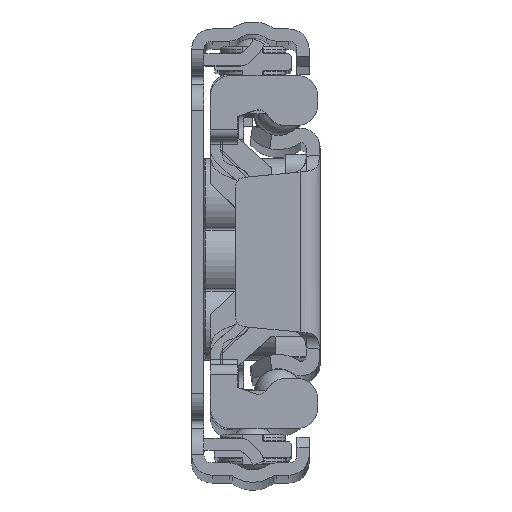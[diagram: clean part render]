
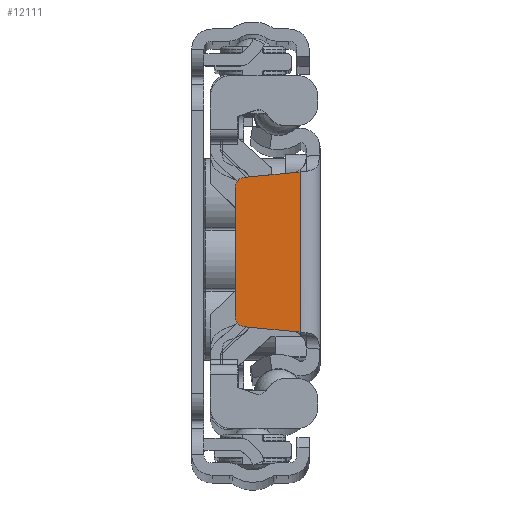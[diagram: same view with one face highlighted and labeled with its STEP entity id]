
A CAD part, top view. The second image highlights one B-rep face of the part: STEP entity #12111.
In plain terms, the highlighted face is planar.
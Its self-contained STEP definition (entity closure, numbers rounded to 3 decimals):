
#1340 = ORIENTED_EDGE ( 'NONE', *, *, #30770, .F. ) ;
#1452 = LINE ( 'NONE', #45896, #50068 ) ;
#1801 = VERTEX_POINT ( 'NONE', #18902 ) ;
#2556 = ORIENTED_EDGE ( 'NONE', *, *, #79754, .T. ) ;
#6518 = EDGE_CURVE ( 'NONE', #30299, #30102, #1452, .T. ) ;
#9500 = VECTOR ( 'NONE', #35293, 1000. ) ;
#12052 = LINE ( 'NONE', #44525, #67603 ) ;
#12111 = ADVANCED_FACE ( 'NONE', ( #29385 ), #48665, .F. ) ;
#12184 = ORIENTED_EDGE ( 'NONE', *, *, #62613, .T. ) ;
#12526 = AXIS2_PLACEMENT_3D ( 'NONE', #59716, #53040, #40531 ) ;
#13049 = LINE ( 'NONE', #51820, #21974 ) ;
#15824 = LINE ( 'NONE', #18900, #81197 ) ;
#16113 = CARTESIAN_POINT ( 'NONE',  ( -2., 7.91, 0. ) ) ;
#16313 = VERTEX_POINT ( 'NONE', #59482 ) ;
#17656 = CARTESIAN_POINT ( 'NONE',  ( -7.495, 7.386, 0. ) ) ;
#18146 = CARTESIAN_POINT ( 'NONE',  ( -2., -13.87, 0. ) ) ;
#18900 = CARTESIAN_POINT ( 'NONE',  ( -8.4, -7.3, 0. ) ) ;
#18902 = CARTESIAN_POINT ( 'NONE',  ( -7.495, -7.386, 0. ) ) ;
#21974 = VECTOR ( 'NONE', #64305, 1000. ) ;
#22483 = ORIENTED_EDGE ( 'NONE', *, *, #80918, .T. ) ;
#25439 = CIRCLE ( 'NONE', #12526, 1. ) ;
#28407 = DIRECTION ( 'NONE',  ( 0., 0., -1. ) ) ;
#28925 = CARTESIAN_POINT ( 'NONE',  ( -2., -7.91, 0. ) ) ;
#29002 = CARTESIAN_POINT ( 'NONE',  ( -4.143, -13.87, 0. ) ) ;
#29385 = FACE_OUTER_BOUND ( 'NONE', #82098, .T. ) ;
#30102 = VERTEX_POINT ( 'NONE', #17656 ) ;
#30299 = VERTEX_POINT ( 'NONE', #32248 ) ;
#30770 = EDGE_CURVE ( 'NONE', #1801, #35473, #15824, .T. ) ;
#31184 = VECTOR ( 'NONE', #68866, 1000. ) ;
#31881 = DIRECTION ( 'NONE',  ( 0.995, -0.095, 0. ) ) ;
#32134 = LINE ( 'NONE', #18146, #31184 ) ;
#32248 = CARTESIAN_POINT ( 'NONE',  ( -2.758, 7.837, 0. ) ) ;
#33228 = VERTEX_POINT ( 'NONE', #16113 ) ;
#33395 = DIRECTION ( 'NONE',  ( -0.995, -0.095, 0. ) ) ;
#35293 = DIRECTION ( 'NONE',  ( -0.995, 0.095, 0. ) ) ;
#35473 = VERTEX_POINT ( 'NONE', #61647 ) ;
#35580 = CARTESIAN_POINT ( 'NONE',  ( -7.4, 6.391, 0. ) ) ;
#35894 = DIRECTION ( 'NONE',  ( 1., 0., 0. ) ) ;
#36391 = AXIS2_PLACEMENT_3D ( 'NONE', #29002, #60912, #35894 ) ;
#37450 = CIRCLE ( 'NONE', #64509, 1. ) ;
#40531 = DIRECTION ( 'NONE',  ( 1., 0., 0. ) ) ;
#41928 = EDGE_CURVE ( 'NONE', #33228, #65421, #32134, .T. ) ;
#42246 = LINE ( 'NONE', #80182, #9500 ) ;
#44525 = CARTESIAN_POINT ( 'NONE',  ( -8.4, 8.1, 0. ) ) ;
#45896 = CARTESIAN_POINT ( 'NONE',  ( -8.4, 7.3, 0. ) ) ;
#47285 = ORIENTED_EDGE ( 'NONE', *, *, #41928, .T. ) ;
#48665 = PLANE ( 'NONE',  #36391 ) ;
#50068 = VECTOR ( 'NONE', #33395, 1000. ) ;
#50081 = EDGE_CURVE ( 'NONE', #79992, #16313, #12052, .T. ) ;
#50915 = DIRECTION ( 'NONE',  ( 0., 1., 0. ) ) ;
#51820 = CARTESIAN_POINT ( 'NONE',  ( -2., 7.91, 0. ) ) ;
#53040 = DIRECTION ( 'NONE',  ( 0., 0., -1. ) ) ;
#55365 = ORIENTED_EDGE ( 'NONE', *, *, #50081, .T. ) ;
#59138 = ORIENTED_EDGE ( 'NONE', *, *, #74117, .F. ) ;
#59482 = CARTESIAN_POINT ( 'NONE',  ( -8.4, 6.391, 0. ) ) ;
#59716 = CARTESIAN_POINT ( 'NONE',  ( -7.4, -6.391, 0. ) ) ;
#60912 = DIRECTION ( 'NONE',  ( 0., 0., 1. ) ) ;
#61647 = CARTESIAN_POINT ( 'NONE',  ( -2.758, -7.837, 0. ) ) ;
#62613 = EDGE_CURVE ( 'NONE', #1801, #79992, #25439, .T. ) ;
#64305 = DIRECTION ( 'NONE',  ( -0.995, -0.095, 0. ) ) ;
#64509 = AXIS2_PLACEMENT_3D ( 'NONE', #35580, #28407, #67225 ) ;
#65421 = VERTEX_POINT ( 'NONE', #28925 ) ;
#67225 = DIRECTION ( 'NONE',  ( 1., 0., 0. ) ) ;
#67603 = VECTOR ( 'NONE', #50915, 1000. ) ;
#68070 = CARTESIAN_POINT ( 'NONE',  ( -8.4, -6.391, 0. ) ) ;
#68866 = DIRECTION ( 'NONE',  ( 0., -1., 0. ) ) ;
#70752 = ORIENTED_EDGE ( 'NONE', *, *, #6518, .F. ) ;
#74117 = EDGE_CURVE ( 'NONE', #33228, #30299, #13049, .T. ) ;
#79754 = EDGE_CURVE ( 'NONE', #16313, #30102, #37450, .T. ) ;
#79992 = VERTEX_POINT ( 'NONE', #68070 ) ;
#80182 = CARTESIAN_POINT ( 'NONE',  ( -2., -7.91, 0. ) ) ;
#80918 = EDGE_CURVE ( 'NONE', #65421, #35473, #42246, .T. ) ;
#81197 = VECTOR ( 'NONE', #31881, 1000. ) ;
#82098 = EDGE_LOOP ( 'NONE', ( #1340, #12184, #55365, #2556, #70752, #59138, #47285, #22483 ) ) ;
